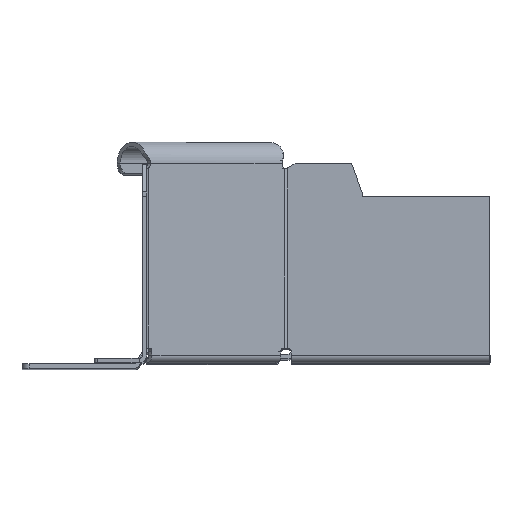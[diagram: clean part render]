
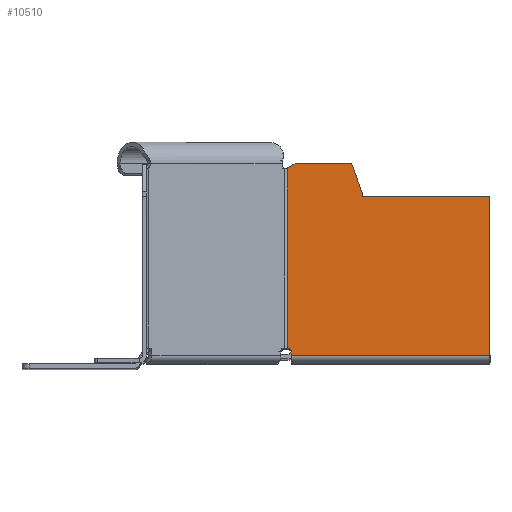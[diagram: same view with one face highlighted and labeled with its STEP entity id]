
A CAD part, top view. The second image highlights one B-rep face of the part: STEP entity #10510.
In plain terms, the highlighted face is planar.
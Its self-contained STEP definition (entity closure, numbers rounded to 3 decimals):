
#9365=CARTESIAN_POINT('',(-15.456,3.25,28.456));
#9366=DIRECTION('',(0.707,0.,0.707));
#9367=DIRECTION('',(0.,1.,0.));
#9368=AXIS2_PLACEMENT_3D('',#9365,#9366,#9367);
#9370=DIRECTION('',(-0.707,0.,0.707));
#9371=VECTOR('',#9370,0.231);
#9372=CARTESIAN_POINT('',(-15.293,4.25,28.293));
#9373=LINE('',#9372,#9371);
#9374=DIRECTION('',(0.612,-0.5,-0.612));
#9375=VECTOR('',#9374,2.58);
#9376=CARTESIAN_POINT('',(-16.871,57.,29.871));
#9377=LINE('',#9376,#9375);
#9378=CARTESIAN_POINT('',(-28.011,56.5,41.011));
#9379=DIRECTION('',(-0.707,0.,-0.707));
#9380=DIRECTION('',(-0.664,0.342,0.664));
#9381=AXIS2_PLACEMENT_3D('',#9378,#9379,#9380);
#9383=DIRECTION('',(0.242,0.94,-0.242));
#9384=VECTOR('',#9383,8.421);
#9385=CARTESIAN_POINT('',(-30.38,48.758,43.38));
#9386=LINE('',#9385,#9384);
#9391=DIRECTION('',(0.,-1.,0.));
#9392=VECTOR('',#9391,1.258);
#9393=CARTESIAN_POINT('',(-30.38,48.758,43.38));
#9394=LINE('',#9393,#9392);
#9395=DIRECTION('',(0.707,0.,-0.707));
#9396=VECTOR('',#9395,36.5);
#9397=CARTESIAN_POINT('',(-56.189,47.5,69.189));
#9398=LINE('',#9397,#9396);
#9441=DIRECTION('',(-0.707,0.,0.707));
#9442=VECTOR('',#9441,15.754);
#9443=CARTESIAN_POINT('',(-16.871,57.,29.871));
#9444=LINE('',#9443,#9442);
#9457=CARTESIAN_POINT('',(-15.291,55.709,28.291));
#9480=DIRECTION('',(0.,1.,0.));
#9481=VECTOR('',#9480,51.459);
#9482=CARTESIAN_POINT('',(-15.293,4.25,28.293));
#9483=LINE('',#9482,#9481);
#10016=DIRECTION('',(0.002,1.,-0.002));
#10017=VECTOR('',#10016,1.);
#10018=CARTESIAN_POINT('',(-16.165,2.25,29.165));
#10019=LINE('',#10018,#10017);
#10096=DIRECTION('',(0.707,0.,-0.707));
#10097=VECTOR('',#10096,56.602);
#10098=CARTESIAN_POINT('',(-56.189,2.25,69.189));
#10099=LINE('',#10098,#10097);
#10105=DIRECTION('',(0.,1.,0.));
#10106=VECTOR('',#10105,45.25);
#10107=CARTESIAN_POINT('',(-56.189,2.25,69.189));
#10108=LINE('',#10107,#10106);
#10286=VERTEX_POINT('',#9457);
#10292=CARTESIAN_POINT('',(-15.293,4.25,28.293));
#10294=VERTEX_POINT('',#10292);
#10300=CARTESIAN_POINT('',(-15.456,4.25,28.456));
#10302=VERTEX_POINT('',#10300);
#10305=CARTESIAN_POINT('',(-16.163,3.25,29.163));
#10307=VERTEX_POINT('',#10305);
#10337=CARTESIAN_POINT('',(-16.167,2.25,29.167));
#10339=VERTEX_POINT('',#10337);
#10340=CARTESIAN_POINT('',(-56.189,2.25,69.189));
#10341=VERTEX_POINT('',#10340);
#10404=CARTESIAN_POINT('',(-16.871,57.,29.871));
#10405=CARTESIAN_POINT('',(-28.011,57.,41.011));
#10406=VERTEX_POINT('',#10404);
#10407=VERTEX_POINT('',#10405);
#10408=CARTESIAN_POINT('',(-30.38,48.758,
43.38));
#10410=VERTEX_POINT('',#10408);
#10414=CARTESIAN_POINT('',(-28.343,56.671,
41.343));
#10415=VERTEX_POINT('',#10414);
#10449=CARTESIAN_POINT('',(-56.189,47.5,69.189));
#10451=VERTEX_POINT('',#10449);
#10453=CARTESIAN_POINT('',(-30.38,47.5,43.38));
#10455=VERTEX_POINT('',#10453);
#10480=CARTESIAN_POINT('',(-56.189,2.25,69.189));
#10481=DIRECTION('',(-0.707,0.,-0.707));
#10482=DIRECTION('',(-0.707,0.,0.707));
#10483=AXIS2_PLACEMENT_3D('',#10480,#10481,#10482);
#10484=PLANE('',#10483);
#10486=ORIENTED_EDGE('',*,*,#10485,.T.);
#10488=ORIENTED_EDGE('',*,*,#10487,.F.);
#10490=ORIENTED_EDGE('',*,*,#10489,.F.);
#10492=ORIENTED_EDGE('',*,*,#10491,.T.);
#10494=ORIENTED_EDGE('',*,*,#10493,.T.);
#10496=ORIENTED_EDGE('',*,*,#10495,.F.);
#10498=ORIENTED_EDGE('',*,*,#10497,.F.);
#10500=ORIENTED_EDGE('',*,*,#10499,.T.);
#10502=ORIENTED_EDGE('',*,*,#10501,.F.);
#10504=ORIENTED_EDGE('',*,*,#10503,.T.);
#10505=ORIENTED_EDGE('',*,*,#10469,.F.);
#10507=ORIENTED_EDGE('',*,*,#10506,.F.);
#10508=EDGE_LOOP('',(#10486,#10488,#10490,#10492,#10494,#10496,#10498,#10500,
#10502,#10504,#10505,#10507));
#10509=FACE_OUTER_BOUND('',#10508,.F.);
#10510=ADVANCED_FACE('',(#10509),#10484,.T.);
#9369=CIRCLE('',#9368,1.);
#9382=CIRCLE('',#9381,0.5);
#10469=EDGE_CURVE('',#10415,#10407,#9382,.T.);
#10485=EDGE_CURVE('',#10410,#10455,#9394,.T.);
#10487=EDGE_CURVE('',#10451,#10455,#9398,.T.);
#10489=EDGE_CURVE('',#10341,#10451,#10108,.T.);
#10491=EDGE_CURVE('',#10341,#10339,#10099,.T.);
#10493=EDGE_CURVE('',#10339,#10307,#10019,.T.);
#10495=EDGE_CURVE('',#10302,#10307,#9369,.T.);
#10497=EDGE_CURVE('',#10294,#10302,#9373,.T.);
#10499=EDGE_CURVE('',#10294,#10286,#9483,.T.);
#10501=EDGE_CURVE('',#10406,#10286,#9377,.T.);
#10503=EDGE_CURVE('',#10406,#10407,#9444,.T.);
#10506=EDGE_CURVE('',#10410,#10415,#9386,.T.);
